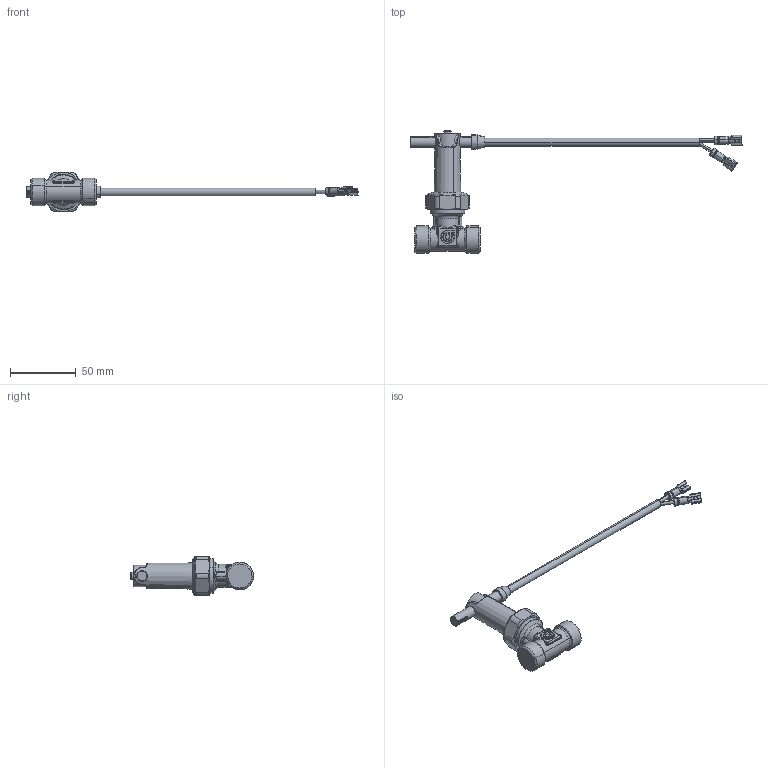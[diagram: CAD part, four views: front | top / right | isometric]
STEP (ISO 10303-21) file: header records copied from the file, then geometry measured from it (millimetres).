
FILE_DESCRIPTION(('CATIA V5 STEP Exchange'),'2;1');
FILE_NAME('STEP_315400_-_TST.stp','2018-03-30T10:14:19+00:00',('none'),('none'),'CATIA Version 5-6 Release 2016 SP4','CATIA V5 STEP AP203','none');
FILE_SCHEMA(('CONFIG_CONTROL_DESIGN'));
Products named in the file (1): 315400 - TST
Bounding box: 252.58 x 93.5 x 29.8 mm (x, y, z)
Volume: 49884.2 mm3; surface area: 15722.4 mm2
Topology: 1 solids, 3 shells, 1159 faces, 2843 edges, 1608 vertices
Faces by surface type: bspline 446, cylinder 251, plane 231, sphere 91, torus 78, cone 48, extrusion 12, revolution 2
Entity records: 52561 total; most frequent: CARTESIAN_POINT 31099, ORIENTED_EDGE 5490, EDGE_CURVE 2745, DIRECTION 2410, VERTEX_POINT 1608, B_SPLINE_CURVE_WITH_KNOTS 1407, EDGE_LOOP 1185, AXIS2_PLACEMENT_3D 1170
